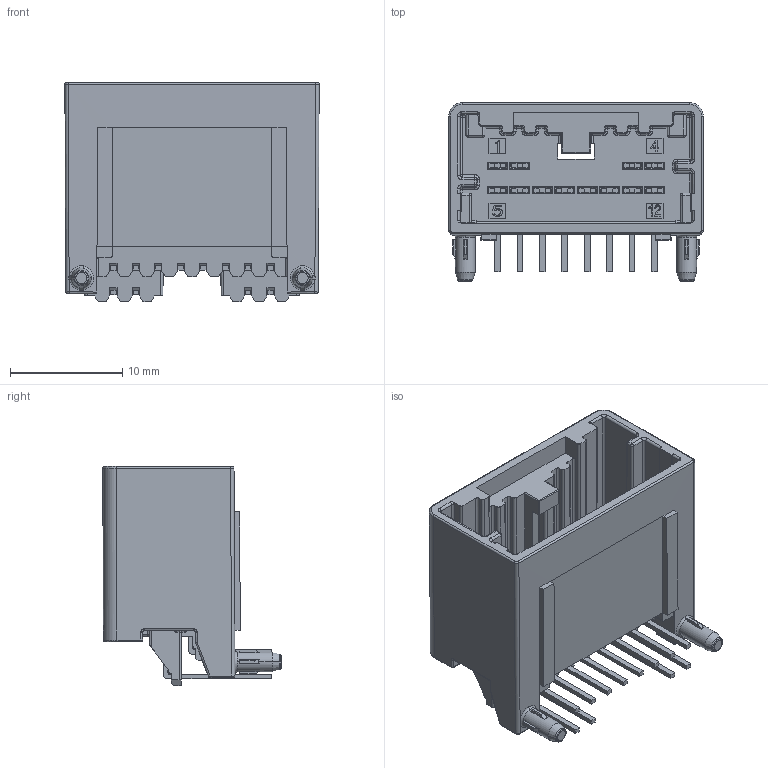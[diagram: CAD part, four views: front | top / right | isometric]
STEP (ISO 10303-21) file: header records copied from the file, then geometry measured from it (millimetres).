
FILE_DESCRIPTION((''),'2;1');
FILE_NAME('348260125','2020-04-08T',('gga'),(''),'PRO/ENGINEER BY PARAMETRIC TECHNOLOGY CORPORATION, 2016010','PRO/ENGINEER BY PARAMETRIC TECHNOLOGY CORPORATION, 2016010','');
FILE_SCHEMA(('CONFIG_CONTROL_DESIGN'));
Length unit declared in the file: millimetre
Products named in the file (1): 348260125
Bounding box: 22.63 x 15.89 x 19.5 mm (x, y, z)
Volume: 1695.5 mm3; surface area: 3427 mm2
Topology: 1 solids, 1 shells, 1356 faces, 3502 edges, 2105 vertices
Faces by surface type: plane 707, cylinder 416, bspline 114, sphere 92, torus 12, extrusion 11, cone 4
Entity records: 42483 total; most frequent: CARTESIAN_POINT 11032, ORIENTED_EDGE 6760, DIRECTION 6086, EDGE_CURVE 3380, VECTOR 2298, LINE 2287, VERTEX_POINT 2077, AXIS2_PLACEMENT_3D 1894
